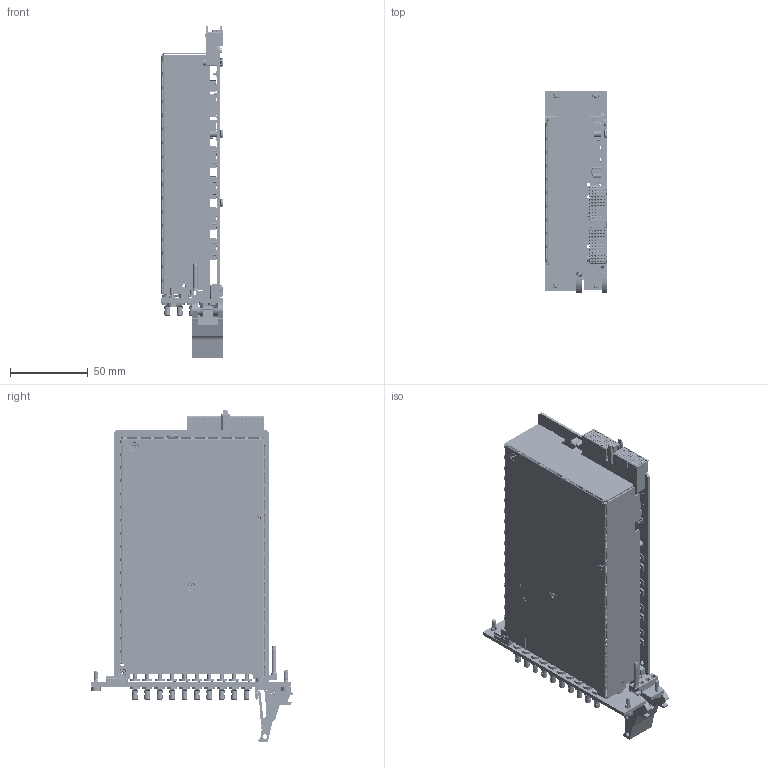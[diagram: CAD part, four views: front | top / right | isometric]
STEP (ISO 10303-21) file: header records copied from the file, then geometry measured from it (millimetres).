
FILE_DESCRIPTION (( 'STEP AP214' ), '1' );
FILE_NAME ('40-755-110 10off SP4T RF MUX 1.8GHz SMB.STEP', '2013-09-09T08:06:40', ( 'admin' ), ( '' ), 'SwSTEP 2.0', 'SolidWorks 2012', '' );
FILE_SCHEMA (( 'AUTOMOTIVE_DESIGN' ));
Length unit declared in the file: millimetre
Products named in the file (1): 40-755-110 10off SP4T RF MUX 1.8GHz SMB
Bounding box: 40.22 x 129.87 x 214 mm (x, y, z)
Surface area: 145150.9 mm2 (no closed solid volume)
Topology: 0 solids, 741 shells, 4384 faces, 15174 edges, 11185 vertices
Faces by surface type: plane 2420, cylinder 1419, cone 319, bspline 121, torus 69, sphere 36
Full cylindrical faces by diameter (mm): 0.6 x110, 0.8 x5, 1.016 x3, 1.3 x18, 1.496 x1, 1.7 x11, 2 x72, 2.05 x2, 2.2 x25, 2.5 x5, 2.6 x37, 2.7 x2, 2.8 x3, 3 x3, 3.291 x50, 3.7 x100, 4 x2, 4.25 x2, 4.7 x4, 5 x6, 5.3 x3, 5.5 x3, 5.9 x2, 6 x3, 6.5 x35, 6.7 x3, 6.8 x28
Entity records: 216550 total; most frequent: CARTESIAN_POINT 45384, DIRECTION 25387, ORIENTED_EDGE 19629, EDGE_CURVE 14010, VERTEX_POINT 10934, LINE 9125, VECTOR 9125, AXIS2_PLACEMENT_3D 8131
